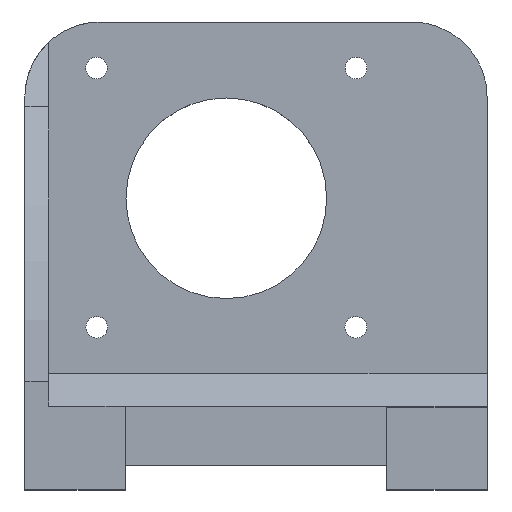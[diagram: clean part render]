
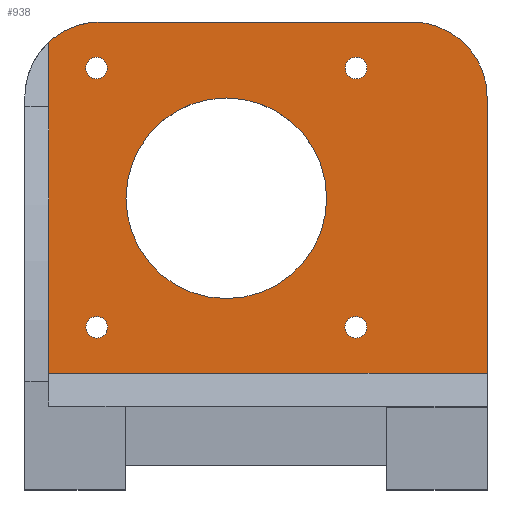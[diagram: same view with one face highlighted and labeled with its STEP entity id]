
A CAD part, top view. The second image highlights one B-rep face of the part: STEP entity #938.
In plain terms, the highlighted planar face has unit normal (0, 0, 1).
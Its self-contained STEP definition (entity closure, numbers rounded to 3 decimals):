
#42=CARTESIAN_POINT('',(46.236,100.384,5.1));
#43=VERTEX_POINT('',#42);
#50=CARTESIAN_POINT('',(46.236,139.942,5.1));
#51=VERTEX_POINT('',#50);
#52=CARTESIAN_POINT('',(46.236,139.942,5.1));
#53=DIRECTION('',(0.,-1.,0.));
#54=VECTOR('',#53,39.558);
#55=LINE('',#52,#54);
#56=EDGE_CURVE('',#51,#43,#55,.T.);
#543=CARTESIAN_POINT('',(52.4,142.384,5.1));
#544=VERTEX_POINT('',#543);
#545=CARTESIAN_POINT('',(52.4,133.384,5.1));
#546=DIRECTION('',(0.,0.,1.));
#547=DIRECTION('',(1.,0.,-0.));
#548=AXIS2_PLACEMENT_3D('',#545,#546,#547);
#549=CIRCLE('',#548,9.);
#550=EDGE_CURVE('',#544,#51,#549,.T.);
#617=CARTESIAN_POINT('',(98.7,133.384,5.1));
#618=VERTEX_POINT('',#617);
#625=CARTESIAN_POINT('',(98.7,100.384,5.1));
#626=VERTEX_POINT('',#625);
#627=CARTESIAN_POINT('',(98.7,133.384,5.1));
#628=DIRECTION('',(0.,-1.,0.));
#629=VECTOR('',#628,33.);
#630=LINE('',#627,#629);
#631=EDGE_CURVE('',#618,#626,#630,.T.);
#852=CARTESIAN_POINT('',(98.7,146.384,5.1));
#853=DIRECTION('',(0.,0.,1.));
#854=DIRECTION('',(1.,0.,-0.));
#855=AXIS2_PLACEMENT_3D('',#852,#853,#854);
#856=PLANE('',#855);
#857=CARTESIAN_POINT('',(84.32,136.876,5.1));
#858=VERTEX_POINT('',#857);
#859=CARTESIAN_POINT('',(83.02,136.876,5.1));
#860=DIRECTION('',(0.,0.,1.));
#861=DIRECTION('',(1.,0.,-0.));
#862=AXIS2_PLACEMENT_3D('',#859,#860,#861);
#863=CIRCLE('',#862,1.3);
#864=EDGE_CURVE('',#858,#858,#863,.T.);
#865=ORIENTED_EDGE('',*,*,#864,.F.);
#866=EDGE_LOOP('',(#865));
#867=FACE_BOUND('',#866,.T.);
#868=CARTESIAN_POINT('',(53.276,136.876,5.1));
#869=VERTEX_POINT('',#868);
#870=CARTESIAN_POINT('',(51.976,136.876,5.1));
#871=DIRECTION('',(0.,0.,1.));
#872=DIRECTION('',(1.,0.,-0.));
#873=AXIS2_PLACEMENT_3D('',#870,#871,#872);
#874=CIRCLE('',#873,1.3);
#875=EDGE_CURVE('',#869,#869,#874,.T.);
#876=ORIENTED_EDGE('',*,*,#875,.F.);
#877=EDGE_LOOP('',(#876));
#878=FACE_BOUND('',#877,.T.);
#879=CARTESIAN_POINT('',(53.3,105.87,5.1));
#880=VERTEX_POINT('',#879);
#881=CARTESIAN_POINT('',(52.,105.87,5.1));
#882=DIRECTION('',(0.,0.,1.));
#883=DIRECTION('',(1.,0.,-0.));
#884=AXIS2_PLACEMENT_3D('',#881,#882,#883);
#885=CIRCLE('',#884,1.3);
#886=EDGE_CURVE('',#880,#880,#885,.T.);
#887=ORIENTED_EDGE('',*,*,#886,.F.);
#888=EDGE_LOOP('',(#887));
#889=FACE_BOUND('',#888,.T.);
#890=CARTESIAN_POINT('',(84.293,105.87,5.1));
#891=VERTEX_POINT('',#890);
#892=CARTESIAN_POINT('',(82.993,105.87,5.1));
#893=DIRECTION('',(0.,0.,1.));
#894=DIRECTION('',(1.,0.,-0.));
#895=AXIS2_PLACEMENT_3D('',#892,#893,#894);
#896=CIRCLE('',#895,1.3);
#897=EDGE_CURVE('',#891,#891,#896,.T.);
#898=ORIENTED_EDGE('',*,*,#897,.F.);
#899=EDGE_LOOP('',(#898));
#900=FACE_BOUND('',#899,.T.);
#901=CARTESIAN_POINT('',(79.5,121.3,5.1));
#902=VERTEX_POINT('',#901);
#903=CARTESIAN_POINT('',(67.5,121.3,5.1));
#904=DIRECTION('',(0.,0.,1.));
#905=DIRECTION('',(1.,0.,-0.));
#906=AXIS2_PLACEMENT_3D('',#903,#904,#905);
#907=CIRCLE('',#906,12.);
#908=EDGE_CURVE('',#902,#902,#907,.T.);
#909=ORIENTED_EDGE('',*,*,#908,.F.);
#910=EDGE_LOOP('',(#909));
#911=FACE_BOUND('',#910,.T.);
#912=ORIENTED_EDGE('',*,*,#56,.T.);
#913=CARTESIAN_POINT('',(46.236,100.384,5.1));
#914=DIRECTION('',(1.,0.,-0.));
#915=VECTOR('',#914,52.464);
#916=LINE('',#913,#915);
#917=EDGE_CURVE('',#43,#626,#916,.T.);
#918=ORIENTED_EDGE('',*,*,#917,.T.);
#919=ORIENTED_EDGE('',*,*,#631,.F.);
#920=CARTESIAN_POINT('',(89.7,142.384,5.1));
#921=VERTEX_POINT('',#920);
#922=CARTESIAN_POINT('',(89.7,133.384,5.1));
#923=DIRECTION('',(0.,0.,1.));
#924=DIRECTION('',(1.,0.,-0.));
#925=AXIS2_PLACEMENT_3D('',#922,#923,#924);
#926=CIRCLE('',#925,9.);
#927=EDGE_CURVE('',#618,#921,#926,.T.);
#928=ORIENTED_EDGE('',*,*,#927,.T.);
#929=CARTESIAN_POINT('',(89.7,142.384,5.1));
#930=DIRECTION('',(-1.,0.,0.));
#931=VECTOR('',#930,37.3);
#932=LINE('',#929,#931);
#933=EDGE_CURVE('',#921,#544,#932,.T.);
#934=ORIENTED_EDGE('',*,*,#933,.T.);
#935=ORIENTED_EDGE('',*,*,#550,.T.);
#936=EDGE_LOOP('',(#912,#918,#919,#928,#934,#935));
#937=FACE_BOUND('',#936,.T.);
#938=ADVANCED_FACE('',(#867,#878,#889,#900,#911,#937),#856,.T.);
